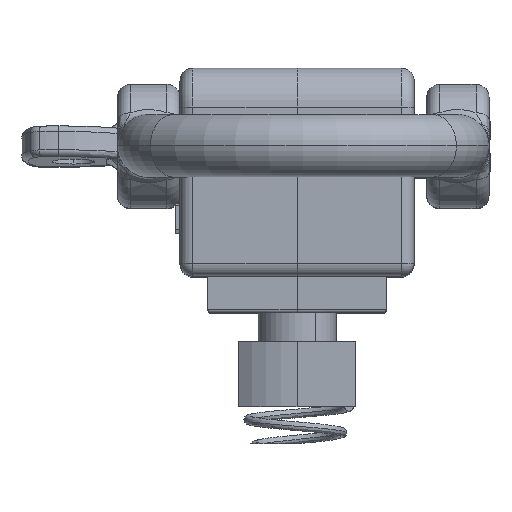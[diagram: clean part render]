
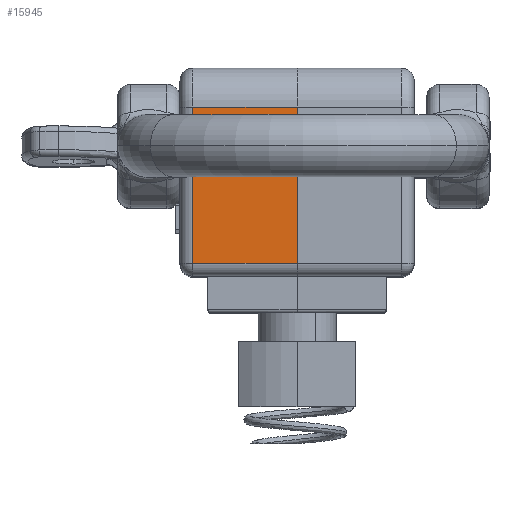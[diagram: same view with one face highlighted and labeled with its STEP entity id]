
A CAD part, top view. The second image highlights one B-rep face of the part: STEP entity #15945.
In plain terms, the highlighted face is planar.
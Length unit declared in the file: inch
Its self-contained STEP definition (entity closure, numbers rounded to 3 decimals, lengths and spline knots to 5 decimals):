
#717 = EDGE_CURVE ( 'NONE', #1561, #18917, #15228, .T. ) ;
#735 = CARTESIAN_POINT ( 'NONE',  ( -1.5, 0.0625, 0.5625 ) ) ;
#891 = EDGE_CURVE ( 'NONE', #7543, #18917, #16018, .T. ) ;
#1083 = DIRECTION ( 'NONE',  ( 0., -1., 0. ) ) ;
#1561 = VERTEX_POINT ( 'NONE', #5221 ) ;
#1813 = LINE ( 'NONE', #12790, #17178 ) ;
#2193 = PLANE ( 'NONE',  #10883 ) ;
#2407 = DIRECTION ( 'NONE',  ( 0., 0., -1. ) ) ;
#4322 = VERTEX_POINT ( 'NONE', #12556 ) ;
#5221 = CARTESIAN_POINT ( 'NONE',  ( -1.5, 0.0625, 0. ) ) ;
#6061 = CARTESIAN_POINT ( 'NONE',  ( -1.5, 0.0625, -0.5 ) ) ;
#6120 = CARTESIAN_POINT ( 'NONE',  ( -1.5, 0.8125, 0.5625 ) ) ;
#6439 = EDGE_CURVE ( 'NONE', #4322, #1561, #1813, .T. ) ;
#6817 = DIRECTION ( 'NONE',  ( 0., 1., 0. ) ) ;
#7543 = VERTEX_POINT ( 'NONE', #14542 ) ;
#7607 = DIRECTION ( 'NONE',  ( 0., 0., -1. ) ) ;
#7706 = EDGE_LOOP ( 'NONE', ( #16233, #15636, #9580, #18265 ) ) ;
#9400 = LINE ( 'NONE', #6120, #10844 ) ;
#9580 = ORIENTED_EDGE ( 'NONE', *, *, #891, .T. ) ;
#10844 = VECTOR ( 'NONE', #7607, 39.37008 ) ;
#10883 = AXIS2_PLACEMENT_3D ( 'NONE', #11378, #16036, #6817 ) ;
#10969 = EDGE_CURVE ( 'NONE', #4322, #7543, #9400, .T. ) ;
#11112 = CARTESIAN_POINT ( 'NONE',  ( -1.5, 0.0625, -0.5 ) ) ;
#11255 = FACE_OUTER_BOUND ( 'NONE', #7706, .T. ) ;
#11378 = CARTESIAN_POINT ( 'NONE',  ( -1.5, 0.0625, 0.5625 ) ) ;
#12556 = CARTESIAN_POINT ( 'NONE',  ( -1.5, 0.8125, 0. ) ) ;
#12790 = CARTESIAN_POINT ( 'NONE',  ( -1.5, 0.0625, 0. ) ) ;
#13531 = DIRECTION ( 'NONE',  ( 0., -1., 0. ) ) ;
#14542 = CARTESIAN_POINT ( 'NONE',  ( -1.5, 0.8125, -0.5 ) ) ;
#15059 = VECTOR ( 'NONE', #2407, 39.37008 ) ;
#15228 = LINE ( 'NONE', #735, #15059 ) ;
#15636 = ORIENTED_EDGE ( 'NONE', *, *, #10969, .T. ) ;
#15945 = ADVANCED_FACE ( 'NONE', ( #11255 ), #2193, .F. ) ;
#16018 = LINE ( 'NONE', #6061, #16411 ) ;
#16036 = DIRECTION ( 'NONE',  ( 1., 0., 0. ) ) ;
#16233 = ORIENTED_EDGE ( 'NONE', *, *, #6439, .F. ) ;
#16411 = VECTOR ( 'NONE', #13531, 39.37008 ) ;
#17178 = VECTOR ( 'NONE', #1083, 39.37008 ) ;
#18265 = ORIENTED_EDGE ( 'NONE', *, *, #717, .F. ) ;
#18917 = VERTEX_POINT ( 'NONE', #11112 ) ;
